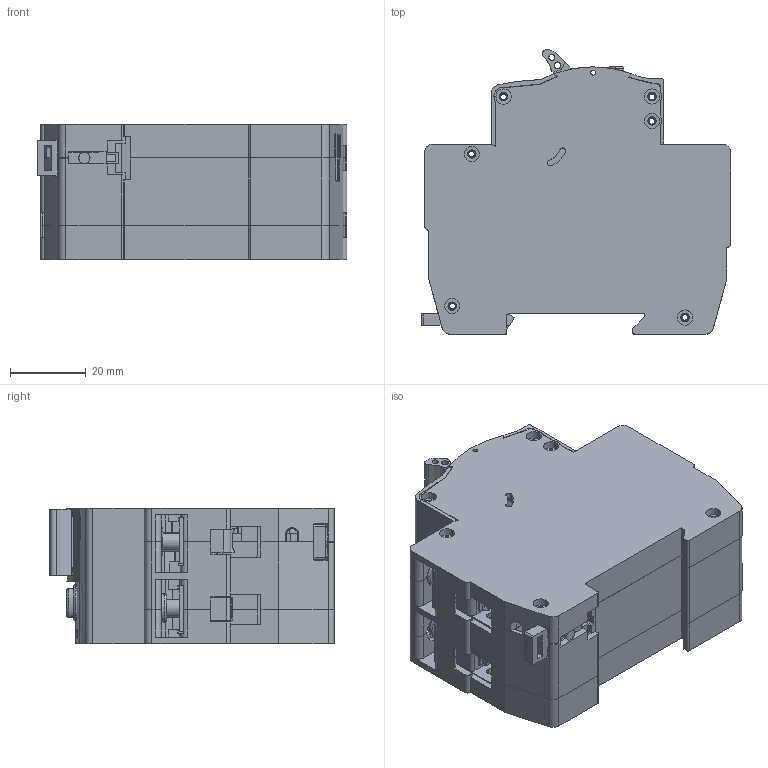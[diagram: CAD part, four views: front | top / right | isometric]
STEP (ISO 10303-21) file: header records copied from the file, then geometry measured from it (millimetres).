
FILE_DESCRIPTION (( 'STEP AP214' ), '1' );
FILE_NAME ('ADDF-32-IEK_01.STEP', '2023-04-26T11:44:10', ( '' ), ( '' ), 'SwSTEP 2.0', 'SolidWorks 2022', '' );
FILE_SCHEMA (( 'AUTOMOTIVE_DESIGN' ));
Length unit declared in the file: millimetre
Products named in the file (30): _model4-11.stp; _model4-24.stp; _model4-17.stp; _model4-23.stp; _model4-13.stp; 8ADDF.253.001手柄.stp; _model4.stp; _model4-8.stp; _model4-19.stp; _model4-4.stp; _model4-21.stp; _model4-0.stp; ADDF-32-IEK-2023-1-17.stp; _model4-6.stp; _model4-7.stp; _model4-14.stp; _model4-12.stp; 8ADDF.441.001.stp; _model4-10.stp; _model4-16.stp; _model4-22.stp; _model4-1.stp; _model4-2.stp; _model4-20.stp; _model4-18.stp; _model4-5.stp; _model4-9.stp; ADDF-32-IEK_01; _model4-3.stp; _model4-15.stp
Assembly tree (29 placements, depth 3):
  ADDF-32-IEK_01
    ADDF-32-IEK-2023-1-17.stp
      8ADDF.253.001手柄.stp
      8ADDF.441.001.stp
      _model4.stp
      _model4-0.stp
      _model4-1.stp
      _model4-2.stp
      _model4-3.stp
      _model4-4.stp
      _model4-5.stp
      _model4-6.stp
      _model4-7.stp
      _model4-8.stp
      _model4-9.stp
      _model4-10.stp
      _model4-11.stp
      _model4-12.stp
      _model4-13.stp
      _model4-14.stp
      _model4-15.stp
      _model4-16.stp
      _model4-17.stp
      _model4-18.stp
      _model4-19.stp
      _model4-20.stp
      _model4-21.stp
      _model4-22.stp
      _model4-23.stp
      _model4-24.stp
Bounding box: 81.46 x 74.83 x 35.6 mm (x, y, z)
Volume: 51472.4 mm3; surface area: 78112 mm2
Topology: 28 solids, 28 shells, 4214 faces, 11635 edges, 7480 vertices
Faces by surface type: plane 2323, cylinder 1584, torus 141, sphere 66, cone 54, bspline 46
Entity records: 137743 total; most frequent: CARTESIAN_POINT 26337, ORIENTED_EDGE 23202, DIRECTION 23189, EDGE_CURVE 11601, LINE 7733, VECTOR 7733, AXIS2_PLACEMENT_3D 7728, VERTEX_POINT 7480
